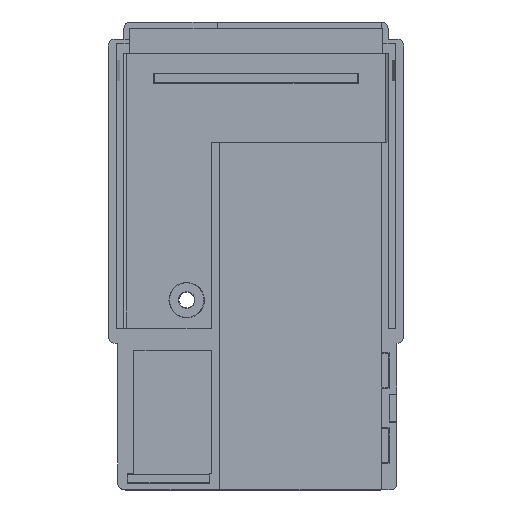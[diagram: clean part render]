
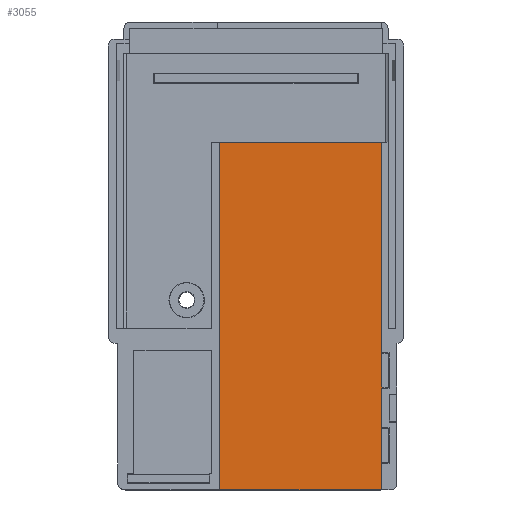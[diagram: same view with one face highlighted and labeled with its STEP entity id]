
A CAD part, top view. The second image highlights one B-rep face of the part: STEP entity #3055.
In plain terms, the highlighted planar face has unit normal (0, 0, 1).
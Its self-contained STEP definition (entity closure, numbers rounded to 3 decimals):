
#142=DIRECTION('',(0.,-1.,0.));
#143=VECTOR('',#142,30.979);
#144=CARTESIAN_POINT('',(40.11,29.5,-3.099));
#145=LINE('',#144,#143);
#146=DIRECTION('',(1.,0.,0.));
#147=VECTOR('',#146,0.054);
#148=CARTESIAN_POINT('',(40.11,-1.479,-3.1));
#149=LINE('',#148,#147);
#150=DIRECTION('',(0.,-1.,0.));
#151=VECTOR('',#150,5.092);
#152=CARTESIAN_POINT('',(40.164,-1.479,-3.1));
#153=LINE('',#152,#151);
#154=DIRECTION('',(0.,-1.,0.));
#155=VECTOR('',#154,5.933);
#156=CARTESIAN_POINT('',(40.11,-6.571,-3.101));
#157=LINE('',#156,#155);
#158=DIRECTION('',(0.,-1.,0.));
#159=VECTOR('',#158,5.042);
#160=CARTESIAN_POINT('',(40.107,-12.504,-3.101));
#161=LINE('',#160,#159);
#162=CARTESIAN_POINT('',(40.107,-17.546,-3.101));
#163=CARTESIAN_POINT('',(40.107,-17.947,-3.101));
#164=CARTESIAN_POINT('',(40.11,-18.349,-3.101));
#165=CARTESIAN_POINT('',(40.11,-18.75,-3.101));
#167=DIRECTION('',(0.,-1.,0.));
#168=VECTOR('',#167,2.8);
#169=CARTESIAN_POINT('',(41.02,-18.75,-3.101));
#170=LINE('',#169,#168);
#171=DIRECTION('',(-1.,0.,0.));
#172=VECTOR('',#171,25.7);
#173=CARTESIAN_POINT('',(41.02,-21.55,-3.102));
#174=LINE('',#173,#172);
#315=DIRECTION('',(1.,0.,0.));
#316=VECTOR('',#315,23.79);
#317=CARTESIAN_POINT('',(16.32,29.5,-3.099));
#318=LINE('',#317,#316);
#339=DIRECTION('',(0.,-1.,0.));
#340=VECTOR('',#339,48.25);
#341=CARTESIAN_POINT('',(16.32,29.5,-3.099));
#342=LINE('',#341,#340);
#347=DIRECTION('',(1.,0.,0.));
#348=VECTOR('',#347,1.);
#349=CARTESIAN_POINT('',(15.32,-18.75,-3.101));
#350=LINE('',#349,#348);
#363=DIRECTION('',(0.,-1.,0.));
#364=VECTOR('',#363,2.8);
#365=CARTESIAN_POINT('',(15.32,-18.75,-3.101));
#366=LINE('',#365,#364);
#2043=CARTESIAN_POINT('',(40.107,-17.546,
-3.101));
#2088=DIRECTION('',(1.,0.,0.));
#2089=VECTOR('',#2088,0.054);
#2090=CARTESIAN_POINT('',(40.11,-6.571,
-3.101));
#2091=LINE('',#2090,#2089);
#2144=DIRECTION('',(1.,0.,0.));
#2145=VECTOR('',#2144,0.91);
#2146=CARTESIAN_POINT('',(40.11,-18.75,
-3.101));
#2147=LINE('',#2146,#2145);
#2692=CARTESIAN_POINT('',(16.32,29.5,-3.099));
#2693=CARTESIAN_POINT('',(40.11,29.5,-3.099));
#2694=VERTEX_POINT('',#2692);
#2695=VERTEX_POINT('',#2693);
#2771=CARTESIAN_POINT('',(41.02,-21.55,
-3.102));
#2772=VERTEX_POINT('',#2771);
#2773=CARTESIAN_POINT('',(15.32,-21.55,
-3.102));
#2775=VERTEX_POINT('',#2773);
#2779=CARTESIAN_POINT('',(16.32,-18.75,
-3.101));
#2780=VERTEX_POINT('',#2779);
#2781=CARTESIAN_POINT('',(40.11,-18.75,
-3.101));
#2782=CARTESIAN_POINT('',(41.02,-18.75,
-3.101));
#2783=VERTEX_POINT('',#2781);
#2784=VERTEX_POINT('',#2782);
#2785=CARTESIAN_POINT('',(15.32,-18.75,
-3.101));
#2786=VERTEX_POINT('',#2785);
#2819=CARTESIAN_POINT('',(40.11,-6.571,
-3.101));
#2820=VERTEX_POINT('',#2819);
#2821=CARTESIAN_POINT('',(40.11,-1.479,
-3.1));
#2822=VERTEX_POINT('',#2821);
#2823=CARTESIAN_POINT('',(40.164,-1.479,
-3.1));
#2824=VERTEX_POINT('',#2823);
#2825=CARTESIAN_POINT('',(40.164,-6.571,
-3.101));
#2826=VERTEX_POINT('',#2825);
#2843=VERTEX_POINT('',#2043);
#2844=CARTESIAN_POINT('',(40.107,-12.504,
-3.101));
#2845=VERTEX_POINT('',#2844);
#3021=CARTESIAN_POINT('',(16.32,0.85,
-3.1));
#3022=DIRECTION('',(0.,0.,-1.));
#3023=DIRECTION('',(1.,0.,0.));
#3024=AXIS2_PLACEMENT_3D('',#3021,#3022,#3023);
#3025=PLANE('',#3024);
#3027=ORIENTED_EDGE('',*,*,#3026,.T.);
#3029=ORIENTED_EDGE('',*,*,#3028,.T.);
#3031=ORIENTED_EDGE('',*,*,#3030,.T.);
#3033=ORIENTED_EDGE('',*,*,#3032,.F.);
#3035=ORIENTED_EDGE('',*,*,#3034,.T.);
#3037=ORIENTED_EDGE('',*,*,#3036,.T.);
#3039=ORIENTED_EDGE('',*,*,#3038,.T.);
#3041=ORIENTED_EDGE('',*,*,#3040,.T.);
#3043=ORIENTED_EDGE('',*,*,#3042,.T.);
#3044=ORIENTED_EDGE('',*,*,#2992,.T.);
#3046=ORIENTED_EDGE('',*,*,#3045,.F.);
#3048=ORIENTED_EDGE('',*,*,#3047,.T.);
#3050=ORIENTED_EDGE('',*,*,#3049,.F.);
#3052=ORIENTED_EDGE('',*,*,#3051,.T.);
#3053=EDGE_LOOP('',(#3027,#3029,#3031,#3033,#3035,#3037,#3039,#3041,#3043,#3044,
#3046,#3048,#3050,#3052));
#3054=FACE_OUTER_BOUND('',#3053,.F.);
#3055=ADVANCED_FACE('',(#3054),#3025,.F.);
#166=B_SPLINE_CURVE_WITH_KNOTS('',3,(#162,#163,#164,#165),.UNSPECIFIED.,.F.,.F.,
(4,4),(0.,1.),.UNSPECIFIED.);
#2992=EDGE_CURVE('',#2772,#2775,#174,.T.);
#3026=EDGE_CURVE('',#2695,#2822,#145,.T.);
#3028=EDGE_CURVE('',#2822,#2824,#149,.T.);
#3030=EDGE_CURVE('',#2824,#2826,#153,.T.);
#3032=EDGE_CURVE('',#2820,#2826,#2091,.T.);
#3034=EDGE_CURVE('',#2820,#2845,#157,.T.);
#3036=EDGE_CURVE('',#2845,#2843,#161,.T.);
#3038=EDGE_CURVE('',#2843,#2783,#166,.T.);
#3040=EDGE_CURVE('',#2783,#2784,#2147,.T.);
#3042=EDGE_CURVE('',#2784,#2772,#170,.T.);
#3045=EDGE_CURVE('',#2786,#2775,#366,.T.);
#3047=EDGE_CURVE('',#2786,#2780,#350,.T.);
#3049=EDGE_CURVE('',#2694,#2780,#342,.T.);
#3051=EDGE_CURVE('',#2694,#2695,#318,.T.);
